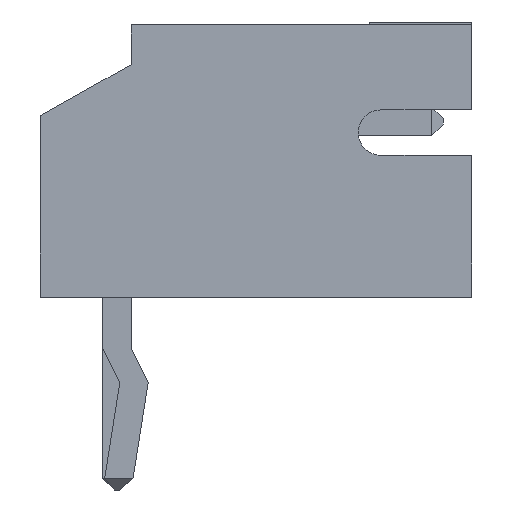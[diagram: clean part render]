
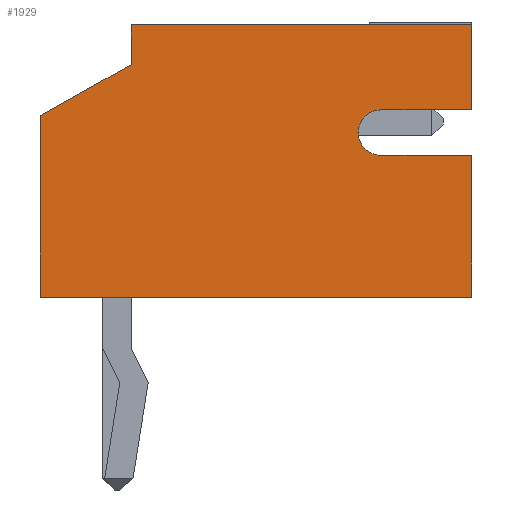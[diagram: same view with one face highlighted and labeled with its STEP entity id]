
A CAD part, left-side view. The second image highlights one B-rep face of the part: STEP entity #1929.
In plain terms, the highlighted planar face has unit normal (-1, 0, 0).
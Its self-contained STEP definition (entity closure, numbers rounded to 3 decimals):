
#1010 = VERTEX_POINT('',#1011);
#1011 = CARTESIAN_POINT('',(-1.95,-6.25,4.8));
#1017 = EDGE_CURVE('',#1010,#1018,#1020,.T.);
#1018 = VERTEX_POINT('',#1019);
#1019 = CARTESIAN_POINT('',(-1.95,-6.25,3.3));
#1020 = LINE('',#1021,#1022);
#1021 = CARTESIAN_POINT('',(-1.95,-6.25,4.8));
#1022 = VECTOR('',#1023,1.);
#1023 = DIRECTION('',(0.,0.,-1.));
#1882 = EDGE_CURVE('',#1883,#1010,#1885,.T.);
#1883 = VERTEX_POINT('',#1884);
#1884 = CARTESIAN_POINT('',(-1.95,-0.25,4.8));
#1885 = LINE('',#1886,#1887);
#1886 = CARTESIAN_POINT('',(-1.95,-0.25,4.8));
#1887 = VECTOR('',#1888,1.);
#1888 = DIRECTION('',(0.,-1.,0.));
#1929 = ADVANCED_FACE('',(#1930),#2005,.T.);
#1930 = FACE_BOUND('',#1931,.T.);
#1931 = EDGE_LOOP('',(#1932,#1940,#1948,#1956,#1964,#1972,#1980,#1988,
#1997,#2003,#2004));
#1932 = ORIENTED_EDGE('',*,*,#1933,.T.);
#1933 = EDGE_CURVE('',#1883,#1934,#1936,.T.);
#1934 = VERTEX_POINT('',#1935);
#1935 = CARTESIAN_POINT('',(-1.95,-0.25,4.1));
#1936 = LINE('',#1937,#1938);
#1937 = CARTESIAN_POINT('',(-1.95,-0.25,4.8));
#1938 = VECTOR('',#1939,1.);
#1939 = DIRECTION('',(0.,0.,-1.));
#1940 = ORIENTED_EDGE('',*,*,#1941,.T.);
#1941 = EDGE_CURVE('',#1934,#1942,#1944,.T.);
#1942 = VERTEX_POINT('',#1943);
#1943 = CARTESIAN_POINT('',(-1.95,1.35,3.2));
#1944 = LINE('',#1945,#1946);
#1945 = CARTESIAN_POINT('',(-1.95,-0.25,4.1));
#1946 = VECTOR('',#1947,1.);
#1947 = DIRECTION('',(0.,0.872,-0.49)
);
#1948 = ORIENTED_EDGE('',*,*,#1949,.T.);
#1949 = EDGE_CURVE('',#1942,#1950,#1952,.T.);
#1950 = VERTEX_POINT('',#1951);
#1951 = CARTESIAN_POINT('',(-1.95,1.35,0.));
#1952 = LINE('',#1953,#1954);
#1953 = CARTESIAN_POINT('',(-1.95,1.35,3.2));
#1954 = VECTOR('',#1955,1.);
#1955 = DIRECTION('',(-0.,0.,-1.));
#1956 = ORIENTED_EDGE('',*,*,#1957,.T.);
#1957 = EDGE_CURVE('',#1950,#1958,#1960,.T.);
#1958 = VERTEX_POINT('',#1959);
#1959 = CARTESIAN_POINT('',(-1.95,-6.25,0.));
#1960 = LINE('',#1961,#1962);
#1961 = CARTESIAN_POINT('',(-1.95,1.35,0.));
#1962 = VECTOR('',#1963,1.);
#1963 = DIRECTION('',(0.,-1.,0.));
#1964 = ORIENTED_EDGE('',*,*,#1965,.T.);
#1965 = EDGE_CURVE('',#1958,#1966,#1968,.T.);
#1966 = VERTEX_POINT('',#1967);
#1967 = CARTESIAN_POINT('',(-1.95,-6.25,0.3));
#1968 = LINE('',#1969,#1970);
#1969 = CARTESIAN_POINT('',(-1.95,-6.25,0.));
#1970 = VECTOR('',#1971,1.);
#1971 = DIRECTION('',(0.,0.,1.));
#1972 = ORIENTED_EDGE('',*,*,#1973,.F.);
#1973 = EDGE_CURVE('',#1974,#1966,#1976,.T.);
#1974 = VERTEX_POINT('',#1975);
#1975 = CARTESIAN_POINT('',(-1.95,-6.25,2.5));
#1976 = LINE('',#1977,#1978);
#1977 = CARTESIAN_POINT('',(-1.95,-6.25,4.8));
#1978 = VECTOR('',#1979,1.);
#1979 = DIRECTION('',(0.,0.,-1.));
#1980 = ORIENTED_EDGE('',*,*,#1981,.F.);
#1981 = EDGE_CURVE('',#1982,#1974,#1984,.T.);
#1982 = VERTEX_POINT('',#1983);
#1983 = CARTESIAN_POINT('',(-1.95,-4.65,2.5));
#1984 = LINE('',#1985,#1986);
#1985 = CARTESIAN_POINT('',(-1.95,-2.45,2.5));
#1986 = VECTOR('',#1987,1.);
#1987 = DIRECTION('',(0.,-1.,0.));
#1988 = ORIENTED_EDGE('',*,*,#1989,.T.);
#1989 = EDGE_CURVE('',#1982,#1990,#1992,.T.);
#1990 = VERTEX_POINT('',#1991);
#1991 = CARTESIAN_POINT('',(-1.95,-4.65,3.3));
#1992 = CIRCLE('',#1993,0.4);
#1993 = AXIS2_PLACEMENT_3D('',#1994,#1995,#1996);
#1994 = CARTESIAN_POINT('',(-1.95,-4.65,2.9));
#1995 = DIRECTION('',(1.,0.,0.));
#1996 = DIRECTION('',(0.,0.,1.));
#1997 = ORIENTED_EDGE('',*,*,#1998,.F.);
#1998 = EDGE_CURVE('',#1018,#1990,#1999,.T.);
#1999 = LINE('',#2000,#2001);
#2000 = CARTESIAN_POINT('',(-1.95,-3.25,3.3));
#2001 = VECTOR('',#2002,1.);
#2002 = DIRECTION('',(0.,1.,0.));
#2003 = ORIENTED_EDGE('',*,*,#1017,.F.);
#2004 = ORIENTED_EDGE('',*,*,#1882,.F.);
#2005 = PLANE('',#2006);
#2006 = AXIS2_PLACEMENT_3D('',#2007,#2008,#2009);
#2007 = CARTESIAN_POINT('',(-1.95,-0.25,4.8));
#2008 = DIRECTION('',(-1.,0.,0.));
#2009 = DIRECTION('',(0.,0.,1.));
